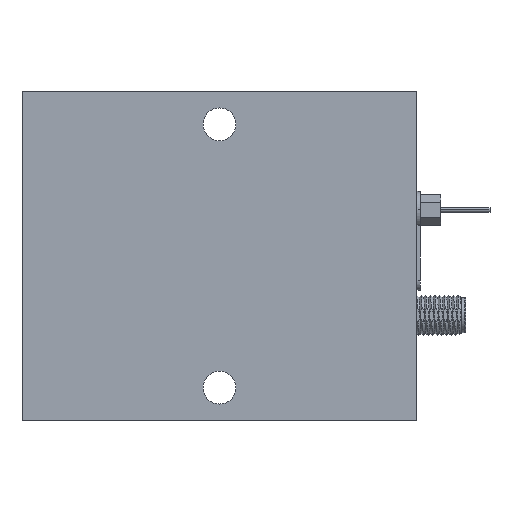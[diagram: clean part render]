
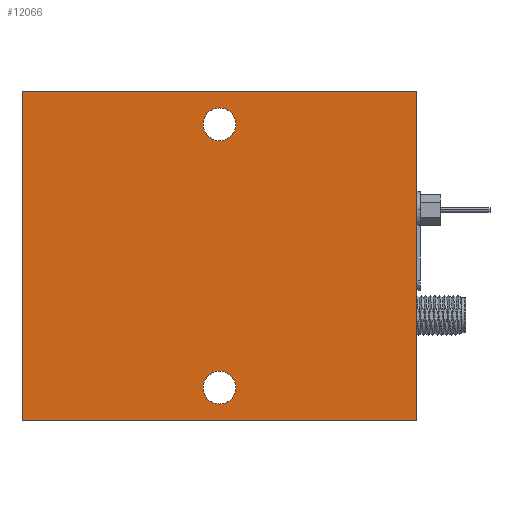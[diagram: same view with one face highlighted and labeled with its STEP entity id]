
A CAD part, front view. The second image highlights one B-rep face of the part: STEP entity #12066.
In plain terms, the highlighted planar face has unit normal (0, -1, 0).
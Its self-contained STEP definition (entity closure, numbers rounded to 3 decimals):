
#2417 = DIRECTION ( 'NONE',  ( 0., 0., 1. ) ) ;
#2418 = VECTOR ( 'NONE', #2417, 1000. ) ;
#2419 = CARTESIAN_POINT ( 'NONE',  ( -30., 0., 25. ) ) ;
#2420 = LINE ( 'NONE', #2419, #2418 ) ;
#2561 = CARTESIAN_POINT ( 'NONE',  ( -30., 0., 25. ) ) ;
#2891 = PLANE ( 'NONE',  #2960 ) ;
#2892 = FACE_BOUND ( 'NONE', #12104, .T. ) ;
#2893 = FACE_OUTER_BOUND ( 'NONE', #12032, .T. ) ;
#2894 = FACE_BOUND ( 'NONE', #12038, .T. ) ;
#2952 = DIRECTION ( 'NONE',  ( 0., 0., 1. ) ) ;
#2953 = DIRECTION ( 'NONE',  ( 0., 1., 0. ) ) ;
#2954 = CARTESIAN_POINT ( 'NONE',  ( 0., 0., -20. ) ) ;
#2955 = AXIS2_PLACEMENT_3D ( 'NONE', #2954, #2953, #2952 ) ;
#2956 = CIRCLE ( 'NONE', #2955, 2.5 ) ;
#2957 = DIRECTION ( 'NONE',  ( 0., 0., -1. ) ) ;
#2958 = DIRECTION ( 'NONE',  ( 0., -1., 0. ) ) ;
#2959 = CARTESIAN_POINT ( 'NONE',  ( -30., 0., -25. ) ) ;
#2960 = AXIS2_PLACEMENT_3D ( 'NONE', #2959, #2958, #2957 ) ;
#2994 = DIRECTION ( 'NONE',  ( 1., 0., 0. ) ) ;
#2995 = VECTOR ( 'NONE', #2994, 1000. ) ;
#2996 = CARTESIAN_POINT ( 'NONE',  ( -30., 0., 25. ) ) ;
#2997 = LINE ( 'NONE', #2996, #2995 ) ;
#2998 = DIRECTION ( 'NONE',  ( 0., 0., -1. ) ) ;
#2999 = VECTOR ( 'NONE', #2998, 1000. ) ;
#3000 = CARTESIAN_POINT ( 'NONE',  ( 30., 0., 25. ) ) ;
#3001 = LINE ( 'NONE', #3000, #2999 ) ;
#3009 = DIRECTION ( 'NONE',  ( 0., 0., 1. ) ) ;
#3010 = DIRECTION ( 'NONE',  ( 0., 1., 0. ) ) ;
#3011 = CARTESIAN_POINT ( 'NONE',  ( 0., 0., 20. ) ) ;
#3012 = AXIS2_PLACEMENT_3D ( 'NONE', #3011, #3010, #3009 ) ;
#3013 = CIRCLE ( 'NONE', #3012, 2.5 ) ;
#3061 = CARTESIAN_POINT ( 'NONE',  ( 30., 0., 25. ) ) ;
#9692 = VERTEX_POINT ( 'NONE', #81381 ) ;
#9693 = VERTEX_POINT ( 'NONE', #81379 ) ;
#9749 = EDGE_CURVE ( 'NONE', #9692, #9693, #81682, .T. ) ;
#11805 = EDGE_CURVE ( 'NONE', #9693, #11912, #2420, .T. ) ;
#11912 = VERTEX_POINT ( 'NONE', #2561 ) ;
#12004 = ORIENTED_EDGE ( 'NONE', *, *, #22141, .T. ) ;
#12005 = ORIENTED_EDGE ( 'NONE', *, *, #11805, .F. ) ;
#12006 = ORIENTED_EDGE ( 'NONE', *, *, #9749, .F. ) ;
#12032 = EDGE_LOOP ( 'NONE', ( #12005, #12006, #12094, #12098 ) ) ;
#12038 = EDGE_LOOP ( 'NONE', ( #12067, #12004 ) ) ;
#12066 = ADVANCED_FACE ( 'NONE', ( #2894, #2893, #2892 ), #2891, .T. ) ;
#12067 = ORIENTED_EDGE ( 'NONE', *, *, #12069, .T. ) ;
#12069 = EDGE_CURVE ( 'NONE', #22144, #22070, #2956, .T. ) ;
#12080 = ORIENTED_EDGE ( 'NONE', *, *, #12082, .T. ) ;
#12082 = EDGE_CURVE ( 'NONE', #22066, #22065, #3013, .T. ) ;
#12084 = ORIENTED_EDGE ( 'NONE', *, *, #22138, .T. ) ;
#12094 = ORIENTED_EDGE ( 'NONE', *, *, #12096, .F. ) ;
#12096 = EDGE_CURVE ( 'NONE', #12113, #9692, #3001, .T. ) ;
#12098 = ORIENTED_EDGE ( 'NONE', *, *, #12100, .F. ) ;
#12100 = EDGE_CURVE ( 'NONE', #11912, #12113, #2997, .T. ) ;
#12104 = EDGE_LOOP ( 'NONE', ( #12080, #12084 ) ) ;
#12113 = VERTEX_POINT ( 'NONE', #3061 ) ;
#22065 = VERTEX_POINT ( 'NONE', #44475 ) ;
#22066 = VERTEX_POINT ( 'NONE', #44473 ) ;
#22070 = VERTEX_POINT ( 'NONE', #44471 ) ;
#22138 = EDGE_CURVE ( 'NONE', #22065, #22066, #44704, .T. ) ;
#22141 = EDGE_CURVE ( 'NONE', #22070, #22144, #44800, .T. ) ;
#22144 = VERTEX_POINT ( 'NONE', #44793 ) ;
#44471 = CARTESIAN_POINT ( 'NONE',  ( 0., 0., -22.5 ) ) ;
#44473 = CARTESIAN_POINT ( 'NONE',  ( 0., 0., 22.5 ) ) ;
#44475 = CARTESIAN_POINT ( 'NONE',  ( 0., 0., 17.5 ) ) ;
#44686 = CARTESIAN_POINT ( 'NONE',  ( 0., 0., -20. ) ) ;
#44695 = DIRECTION ( 'NONE',  ( 0., 0., 1. ) ) ;
#44698 = DIRECTION ( 'NONE',  ( 0., 1., 0. ) ) ;
#44700 = CARTESIAN_POINT ( 'NONE',  ( 0., 0., 20. ) ) ;
#44702 = AXIS2_PLACEMENT_3D ( 'NONE', #44700, #44698, #44695 ) ;
#44704 = CIRCLE ( 'NONE', #44702, 2.5 ) ;
#44793 = CARTESIAN_POINT ( 'NONE',  ( 0., 0., -17.5 ) ) ;
#44796 = DIRECTION ( 'NONE',  ( 0., 0., 1. ) ) ;
#44797 = DIRECTION ( 'NONE',  ( 0., 1., 0. ) ) ;
#44798 = AXIS2_PLACEMENT_3D ( 'NONE', #44686, #44797, #44796 ) ;
#44800 = CIRCLE ( 'NONE', #44798, 2.5 ) ;
#81379 = CARTESIAN_POINT ( 'NONE',  ( -30., 0., -25. ) ) ;
#81381 = CARTESIAN_POINT ( 'NONE',  ( 30., 0., -25. ) ) ;
#81678 = DIRECTION ( 'NONE',  ( -1., 0., 0. ) ) ;
#81679 = VECTOR ( 'NONE', #81678, 1000. ) ;
#81680 = CARTESIAN_POINT ( 'NONE',  ( -30., 0., -25. ) ) ;
#81682 = LINE ( 'NONE', #81680, #81679 ) ;
